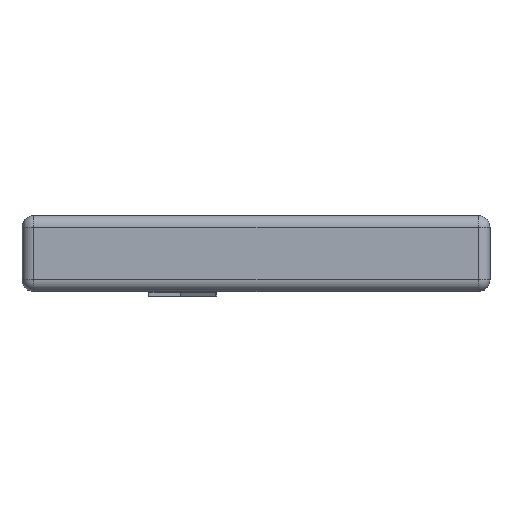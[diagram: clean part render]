
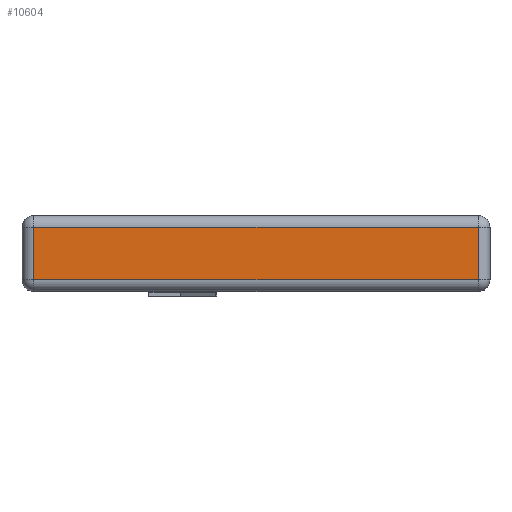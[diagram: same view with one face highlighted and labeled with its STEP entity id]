
A CAD part, left-side view. The second image highlights one B-rep face of the part: STEP entity #10604.
In plain terms, the highlighted planar face has unit normal (-1, 0, 0).
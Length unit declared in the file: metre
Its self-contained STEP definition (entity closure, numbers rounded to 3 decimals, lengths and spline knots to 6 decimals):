
#1194=LINE('',#17789,#2066);
#1195=LINE('',#17792,#2067);
#1196=LINE('',#17794,#2068);
#1197=LINE('',#17796,#2069);
#2066=VECTOR('',#13770,1.);
#2067=VECTOR('',#13771,1.);
#2068=VECTOR('',#13772,1.);
#2069=VECTOR('',#13773,1.);
#4317=ORIENTED_EDGE('',*,*,#6471,.T.);
#4318=ORIENTED_EDGE('',*,*,#6472,.T.);
#4319=ORIENTED_EDGE('',*,*,#6473,.T.);
#4320=ORIENTED_EDGE('',*,*,#6474,.T.);
#6471=EDGE_CURVE('',#7735,#7736,#1194,.T.);
#6472=EDGE_CURVE('',#7736,#7737,#1195,.F.);
#6473=EDGE_CURVE('',#7737,#7738,#1196,.F.);
#6474=EDGE_CURVE('',#7738,#7735,#1197,.T.);
#7735=VERTEX_POINT('',#17790);
#7736=VERTEX_POINT('',#17791);
#7737=VERTEX_POINT('',#17793);
#7738=VERTEX_POINT('',#17795);
#8850=EDGE_LOOP('',(#4317,#4318,#4319,#4320));
#9662=FACE_BOUND('',#8850,.T.);
#10057=PLANE('',#11870);
#10604=ADVANCED_FACE('',(#9662),#10057,.F.);
#11870=AXIS2_PLACEMENT_3D('',#17788,#13768,#13769);
#13768=DIRECTION('',(1.,0.,0.));
#13769=DIRECTION('',(0.,-1.,0.));
#13770=DIRECTION('',(0.,-1.,0.));
#13771=DIRECTION('',(0.,0.,-1.));
#13772=DIRECTION('',(0.,-1.,0.));
#13773=DIRECTION('',(0.,0.,-1.));
#17788=CARTESIAN_POINT('',(-0.06,0.,0.013));
#17789=CARTESIAN_POINT('',(-0.06,0.,0.002));
#17790=CARTESIAN_POINT('',(-0.06,0.038,0.002));
#17791=CARTESIAN_POINT('',(-0.06,-0.038,0.002));
#17792=CARTESIAN_POINT('',(-0.06,-0.038,0.013));
#17793=CARTESIAN_POINT('',(-0.06,-0.038,0.011));
#17794=CARTESIAN_POINT('',(-0.06,0.04,0.011));
#17795=CARTESIAN_POINT('',(-0.06,0.038,0.011));
#17796=CARTESIAN_POINT('',(-0.06,0.038,0.));
